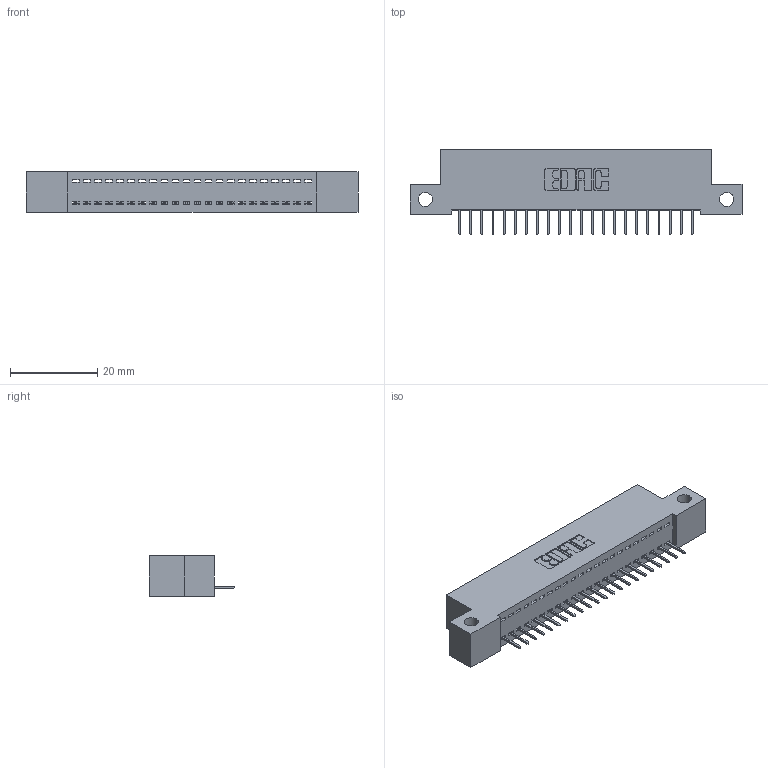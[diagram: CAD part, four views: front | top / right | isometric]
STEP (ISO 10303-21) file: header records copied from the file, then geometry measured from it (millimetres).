
FILE_DESCRIPTION (( 'STEP AP203' ), '1' );
FILE_NAME ('342-022-524-112.STEP', '2019-10-01T22:21:29', ( '' ), ( '' ), 'SwSTEP 2.0', 'SolidWorks 2016', '' );
FILE_SCHEMA (( 'CONFIG_CONTROL_DESIGN' ));
Length unit declared in the file: inch
Products named in the file (3): 342 Part_Side Mount; 345-292-001_345-293-124; 342-022-524-112
Assembly tree (23 placements, depth 2):
  342-022-524-112
    342 Part_Side Mount
    345-292-001_345-293-124  x22
Bounding box: 76.2 x 19.69 x 9.4 mm (x, y, z)
Volume: 6446.7 mm3; surface area: 8660.2 mm2
Topology: 23 solids, 23 shells, 1474 faces, 4259 edges, 2750 vertices
Faces by surface type: plane 1122, cylinder 352
Entity records: 15981 total; most frequent: CARTESIAN_POINT 2764, ORIENTED_EDGE 2722, DIRECTION 2373, EDGE_CURVE 1361, LINE 1237, VECTOR 1237, VERTEX_POINT 902, AXIS2_PLACEMENT_3D 568
